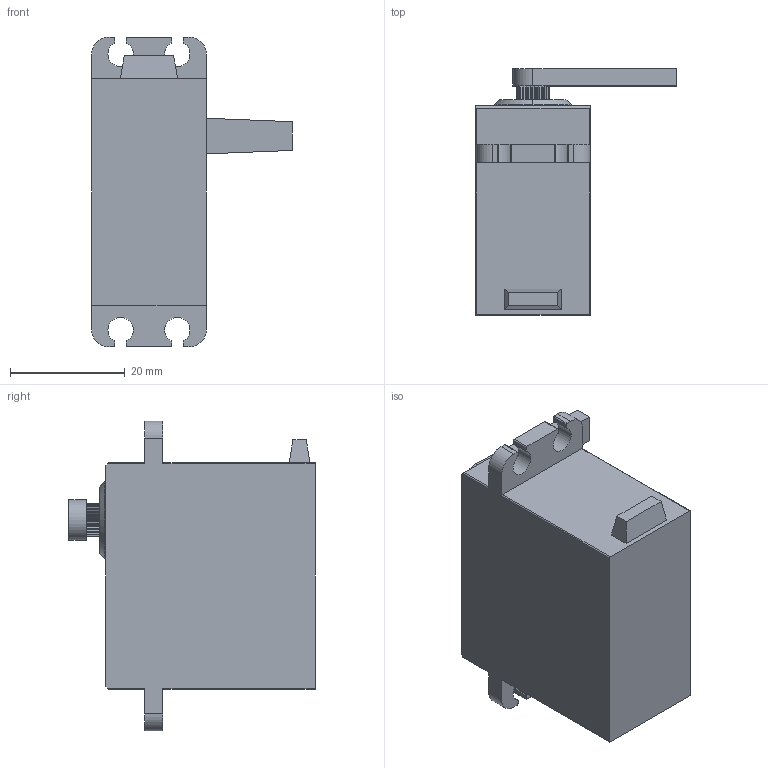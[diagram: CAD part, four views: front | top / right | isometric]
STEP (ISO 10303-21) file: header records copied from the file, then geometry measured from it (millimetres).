
FILE_DESCRIPTION (( 'STEP AP214' ), '1' );
FILE_NAME ('50kg Brushless Servo.STEP', '2022-10-07T09:51:03', ( '' ), ( '' ), 'SwSTEP 2.0', 'SolidWorks 2020', '' );
FILE_SCHEMA (( 'AUTOMOTIVE_DESIGN' ));
Length unit declared in the file: millimetre
Products named in the file (1): 50kg Brushless Servo
Bounding box: 35 x 42.9 x 54 mm (x, y, z)
Volume: 30265.4 mm3; surface area: 7235.2 mm2
Topology: 1 solids, 2 shells, 202 faces, 583 edges, 387 vertices
Faces by surface type: cylinder 108, plane 90, cone 4
Entity records: 6743 total; most frequent: DIRECTION 1195, CARTESIAN_POINT 1183, ORIENTED_EDGE 1162, EDGE_CURVE 581, AXIS2_PLACEMENT_3D 415, VERTEX_POINT 387, VECTOR 365, LINE 365
